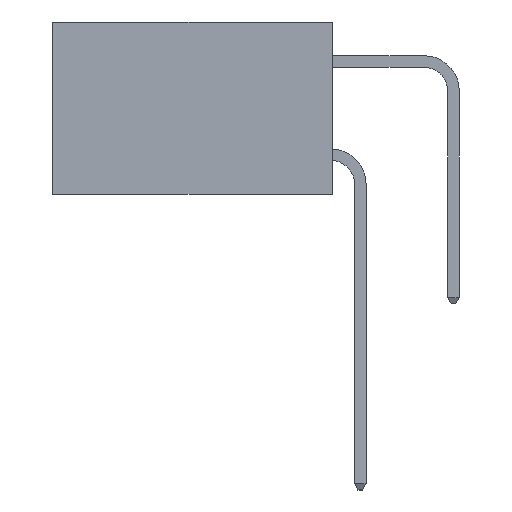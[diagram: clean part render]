
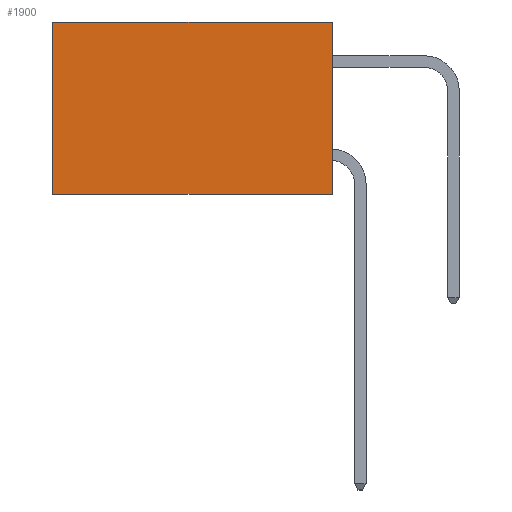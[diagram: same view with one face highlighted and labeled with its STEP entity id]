
A CAD part, left-side view. The second image highlights one B-rep face of the part: STEP entity #1900.
In plain terms, the highlighted planar face has unit normal (-1, 0, 0).
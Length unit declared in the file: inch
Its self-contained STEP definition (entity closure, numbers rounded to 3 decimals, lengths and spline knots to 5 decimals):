
#926 = DIRECTION ( 'NONE',  ( 0., 1., 0. ) ) ;
#1900 = ADVANCED_FACE ( 'NONE', ( #16927 ), #8880, .F. ) ;
#2030 = CARTESIAN_POINT ( 'NONE',  ( 0.2615, 0., 0. ) ) ;
#3053 = EDGE_CURVE ( 'NONE', #15673, #25062, #21155, .T. ) ;
#4780 = ORIENTED_EDGE ( 'NONE', *, *, #19563, .F. ) ;
#5646 = EDGE_CURVE ( 'NONE', #15673, #24024, #24457, .T. ) ;
#5823 = ORIENTED_EDGE ( 'NONE', *, *, #3053, .F. ) ;
#7066 = VECTOR ( 'NONE', #11723, 39.37008 ) ;
#8880 = PLANE ( 'NONE',  #9763 ) ;
#8929 = CARTESIAN_POINT ( 'NONE',  ( 0.2615, 0., -0.37 ) ) ;
#9763 = AXIS2_PLACEMENT_3D ( 'NONE', #22651, #24658, #12845 ) ;
#9832 = CARTESIAN_POINT ( 'NONE',  ( 0.2615, 0.6, 0. ) ) ;
#11723 = DIRECTION ( 'NONE',  ( 0., 0., -1. ) ) ;
#11724 = DIRECTION ( 'NONE',  ( 0., 0., -1. ) ) ;
#12335 = LINE ( 'NONE', #21552, #7066 ) ;
#12340 = CARTESIAN_POINT ( 'NONE',  ( 0.2615, 0., -0.37 ) ) ;
#12845 = DIRECTION ( 'NONE',  ( 0., 0., -1. ) ) ;
#12846 = EDGE_LOOP ( 'NONE', ( #13577, #4780, #5823, #18349 ) ) ;
#13577 = ORIENTED_EDGE ( 'NONE', *, *, #21296, .T. ) ;
#13591 = DIRECTION ( 'NONE',  ( 0., 1., 0. ) ) ;
#13622 = CARTESIAN_POINT ( 'NONE',  ( 0.2615, 0., -0.37 ) ) ;
#14490 = VECTOR ( 'NONE', #926, 39.37008 ) ;
#15299 = VECTOR ( 'NONE', #11724, 39.37008 ) ;
#15673 = VERTEX_POINT ( 'NONE', #2030 ) ;
#16057 = CARTESIAN_POINT ( 'NONE',  ( 0.2615, 0.6, -0.37 ) ) ;
#16927 = FACE_OUTER_BOUND ( 'NONE', #12846, .T. ) ;
#18349 = ORIENTED_EDGE ( 'NONE', *, *, #5646, .T. ) ;
#19563 = EDGE_CURVE ( 'NONE', #25062, #20684, #24972, .T. ) ;
#20684 = VERTEX_POINT ( 'NONE', #16057 ) ;
#21155 = LINE ( 'NONE', #13622, #15299 ) ;
#21296 = EDGE_CURVE ( 'NONE', #24024, #20684, #12335, .T. ) ;
#21552 = CARTESIAN_POINT ( 'NONE',  ( 0.2615, 0.6, -0.37 ) ) ;
#22651 = CARTESIAN_POINT ( 'NONE',  ( 0.2615, 0., -0.37 ) ) ;
#23416 = CARTESIAN_POINT ( 'NONE',  ( 0.2615, 0., 0. ) ) ;
#23829 = VECTOR ( 'NONE', #13591, 39.37008 ) ;
#24024 = VERTEX_POINT ( 'NONE', #9832 ) ;
#24457 = LINE ( 'NONE', #23416, #23829 ) ;
#24658 = DIRECTION ( 'NONE',  ( 1., 0., 0. ) ) ;
#24972 = LINE ( 'NONE', #8929, #14490 ) ;
#25062 = VERTEX_POINT ( 'NONE', #12340 ) ;
